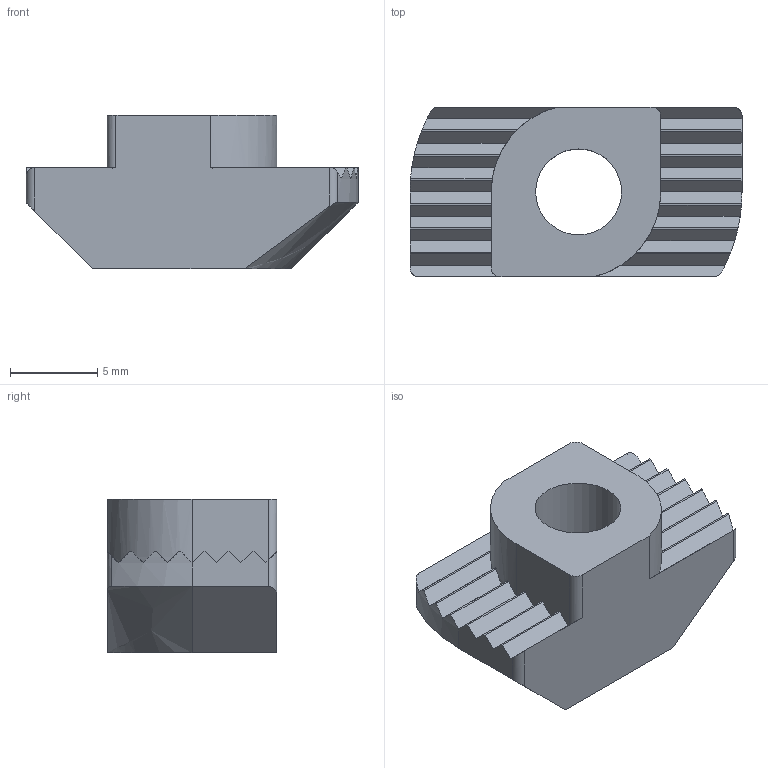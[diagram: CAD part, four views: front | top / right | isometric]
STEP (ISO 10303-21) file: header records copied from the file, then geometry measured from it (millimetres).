
FILE_DESCRIPTION(/* description */ (''),/* implementation_level */ '2;1');
FILE_NAME(/* name */ '210060.stp',/* time_stamp */ '2022-09-20T13:17:57+02:00',/* author */ ('aluteckkpl_tw'),/* organization */ (''),/* preprocessor_version */ 'ST-DEVELOPER v18.1',/* originating_system */ 'Autodesk Inventor 2021',/* authorisation */ '');
FILE_SCHEMA (('AUTOMOTIVE_DESIGN { 1 0 10303 214 3 1 1 }'));
Length unit declared in the file: millimetre
Products named in the file (1): 210060-ZP
Bounding box: 19 x 9.7 x 8.8 mm (x, y, z)
Volume: 954.6 mm3; surface area: 841.1 mm2
Topology: 1 solids, 1 shells, 63 faces, 179 edges, 118 vertices
Faces by surface type: plane 50, cylinder 11, bspline 2
Full cylindrical faces by diameter (mm): 4.917 x1
Entity records: 2174 total; most frequent: CARTESIAN_POINT 436, ORIENTED_EDGE 358, DIRECTION 357, EDGE_CURVE 179, AXIS2_PLACEMENT_3D 120, VERTEX_POINT 118, LINE 117, VECTOR 117
